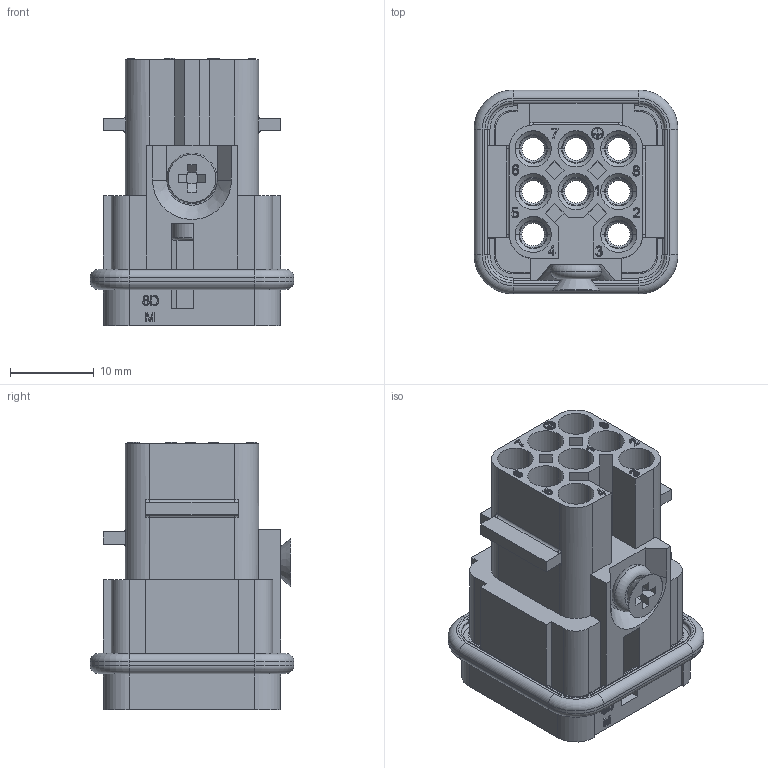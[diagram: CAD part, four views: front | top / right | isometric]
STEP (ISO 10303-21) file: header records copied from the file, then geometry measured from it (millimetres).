
FILE_DESCRIPTION(/* description */ (''),/* implementation_level */ '2;1');
FILE_NAME(/* name */ 'HD-008-MC.stp',/* time_stamp */ '2023-02-27T12:31:51+08:00',/* author */ (''),/* organization */ (''),/* preprocessor_version */ 'ST-DEVELOPER v16',/* originating_system */ 'SIEMENS PLM Software NX 10.0',/* authorisation */ '');
FILE_SCHEMA (('AUTOMOTIVE_DESIGN { 1 0 10303 214 3 1 1 1 }'));
Length unit declared in the file: millimetre
Products named in the file (1): Admi11802EA0k97s
Bounding box: 24.3 x 24.3 x 31.85 mm (x, y, z)
Volume: 5378.4 mm3; surface area: 7236.8 mm2
Topology: 1 solids, 2 shells, 685 faces, 1702 edges, 1076 vertices
Faces by surface type: plane 320, cylinder 182, extrusion 67, torus 66, cone 50
Full cylindrical faces by diameter (mm): 1.217 x2, 1.427 x2, 3 x2, 5.7 x1
Entity records: 23936 total; most frequent: CARTESIAN_POINT 7776, ORIENTED_EDGE 3336, DIRECTION 3236, EDGE_CURVE 1668, AXIS2_PLACEMENT_3D 1079, VECTOR 1078, VERTEX_POINT 1060, LINE 1011
